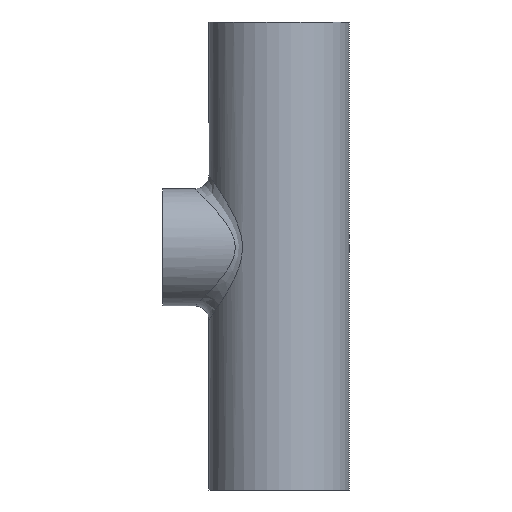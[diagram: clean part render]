
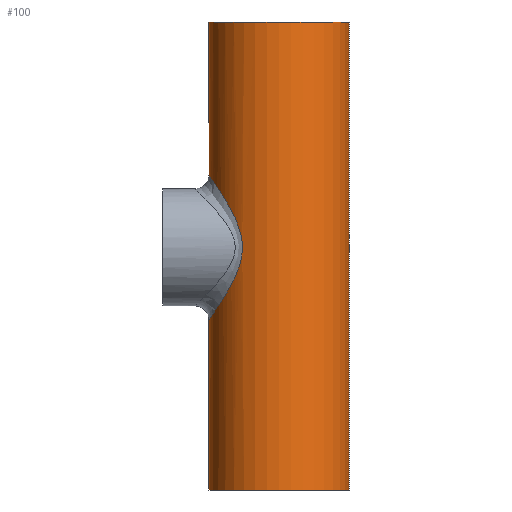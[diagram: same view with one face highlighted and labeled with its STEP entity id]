
A CAD part, front view. The second image highlights one B-rep face of the part: STEP entity #100.
In plain terms, the highlighted cylindrical face has radius 30 mm (diameter 60 mm), a full revolution.
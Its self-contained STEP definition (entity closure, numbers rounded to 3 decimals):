
#100=ADVANCED_FACE('',(#119,#120,#121),#109,.T.);
#109=CYLINDRICAL_SURFACE('',#206,30.);
#113=CIRCLE('',#204,30.);
#114=CIRCLE('',#205,30.);
#119=FACE_BOUND('',#139,.T.);
#120=FACE_BOUND('',#140,.T.);
#121=FACE_BOUND('',#141,.T.);
#139=EDGE_LOOP('',(#159));
#140=EDGE_LOOP('',(#160));
#141=EDGE_LOOP('',(#161));
#159=ORIENTED_EDGE('',*,*,#189,.T.);
#160=ORIENTED_EDGE('',*,*,#190,.F.);
#161=ORIENTED_EDGE('',*,*,#191,.T.);
#179=VERTEX_POINT('',#284);
#180=VERTEX_POINT('',#286);
#181=VERTEX_POINT('',#288);
#189=EDGE_CURVE('',#179,#179,#199,.T.);
#190=EDGE_CURVE('',#180,#180,#113,.T.);
#191=EDGE_CURVE('',#181,#181,#114,.T.);
#199=B_SPLINE_CURVE_WITH_KNOTS('',3,(#246,#247,#248,#249,#250,#251,#252,
#253,#254,#255,#256,#257,#258,#259,#260,#261,#262,#263,#264,#265,#266,#267,
#268,#269,#270,#271,#272,#273,#274,#275,#276,#277,#278,#279,#280,#281,#282,
#283),.UNSPECIFIED.,.T.,.F.,(2,2,2,2,2,2,2,2,2,2,2,2,2,2,2,2,2,2,2,2,2),
(-0.062,0.,0.062,0.094,0.125,
0.187,0.25,0.312,0.375,
0.437,0.5,0.562,0.625,
0.687,0.75,0.813,0.875,0.906,0.938,
1.,1.063),.UNSPECIFIED.);
#204=AXIS2_PLACEMENT_3D('',#285,#219,#220);
#205=AXIS2_PLACEMENT_3D('',#287,#221,#222);
#206=AXIS2_PLACEMENT_3D('',#289,#223,#224);
#219=DIRECTION('',(0.,0.,1.));
#220=DIRECTION('',(1.,0.,0.));
#221=DIRECTION('',(0.,0.,1.));
#222=DIRECTION('',(1.,0.,0.));
#223=DIRECTION('',(0.,0.,-1.));
#224=DIRECTION('',(-1.,0.,0.));
#246=CARTESIAN_POINT('',(-1660.22,-70.166,72.637));
#247=CARTESIAN_POINT('',(-1660.131,-62.133,72.662));
#248=CARTESIAN_POINT('',(-1659.249,-58.298,73.832));
#249=CARTESIAN_POINT('',(-1657.26,-53.462,76.606));
#250=CARTESIAN_POINT('',(-1656.479,-51.969,77.714));
#251=CARTESIAN_POINT('',(-1654.827,-49.312,80.122));
#252=CARTESIAN_POINT('',(-1653.951,-48.133,81.43));
#253=CARTESIAN_POINT('',(-1651.255,-44.956,85.637));
#254=CARTESIAN_POINT('',(-1649.363,-43.339,88.779));
#255=CARTESIAN_POINT('',(-1646.22,-41.059,95.683));
#256=CARTESIAN_POINT('',(-1644.991,-40.397,99.572));
#257=CARTESIAN_POINT('',(-1644.944,-40.37,107.473));
#258=CARTESIAN_POINT('',(-1646.141,-41.012,111.395));
#259=CARTESIAN_POINT('',(-1649.248,-43.246,118.312));
#260=CARTESIAN_POINT('',(-1651.146,-44.852,121.482));
#261=CARTESIAN_POINT('',(-1654.737,-49.036,127.106));
#262=CARTESIAN_POINT('',(-1656.499,-51.676,129.629));
#263=CARTESIAN_POINT('',(-1659.191,-58.096,133.389));
#264=CARTESIAN_POINT('',(-1660.099,-61.95,134.595));
#265=CARTESIAN_POINT('',(-1660.246,-69.913,134.7));
#266=CARTESIAN_POINT('',(-1659.474,-73.841,133.587));
#267=CARTESIAN_POINT('',(-1656.975,-80.424,129.905));
#268=CARTESIAN_POINT('',(-1655.294,-83.12,127.4));
#269=CARTESIAN_POINT('',(-1651.844,-87.416,121.771));
#270=CARTESIAN_POINT('',(-1650.02,-89.064,118.593));
#271=CARTESIAN_POINT('',(-1647.037,-91.37,111.643));
#272=CARTESIAN_POINT('',(-1645.897,-92.036,107.75));
#273=CARTESIAN_POINT('',(-1645.854,-92.063,99.798));
#274=CARTESIAN_POINT('',(-1646.952,-91.426,95.904));
#275=CARTESIAN_POINT('',(-1649.923,-89.147,88.886));
#276=CARTESIAN_POINT('',(-1651.731,-87.534,85.724));
#277=CARTESIAN_POINT('',(-1654.34,-84.319,81.452));
#278=CARTESIAN_POINT('',(-1655.186,-83.128,80.129));
#279=CARTESIAN_POINT('',(-1656.773,-80.452,77.703));
#280=CARTESIAN_POINT('',(-1657.522,-78.947,76.589));
#281=CARTESIAN_POINT('',(-1659.415,-74.058,73.797));
#282=CARTESIAN_POINT('',(-1660.22,-70.166,72.637));
#283=CARTESIAN_POINT('',(-1660.131,-62.133,72.662));
#284=CARTESIAN_POINT('',(-1660.176,-66.15,72.65));
#285=CARTESIAN_POINT('',(-1630.178,-66.484,200.));
#286=CARTESIAN_POINT('',(-1600.178,-66.484,200.));
#287=CARTESIAN_POINT('',(-1630.178,-66.484,0.));
#288=CARTESIAN_POINT('',(-1600.178,-66.484,0.));
#289=CARTESIAN_POINT('',(-1630.178,-66.484,200.));
